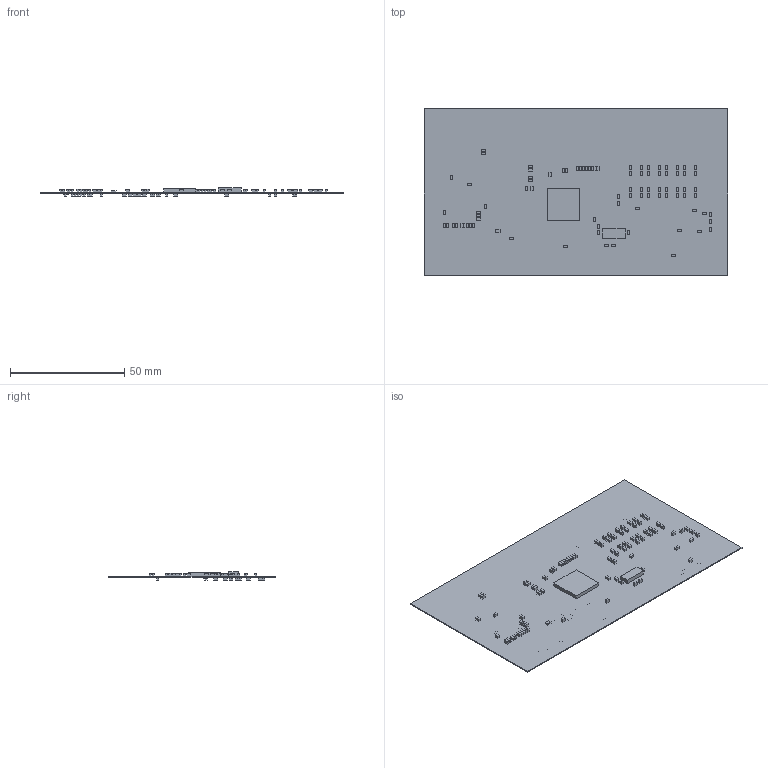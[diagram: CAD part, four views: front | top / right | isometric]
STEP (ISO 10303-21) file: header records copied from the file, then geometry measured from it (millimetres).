
FILE_DESCRIPTION(('Open CASCADE Model'),'2;1');
FILE_NAME('Open CASCADE Shape Model','2014-04-21T18:54:06',('Author'),( 'Open CASCADE'),'Open CASCADE STEP processor 6.2','Open CASCADE 6.2' ,'Unknown');
FILE_SCHEMA(('AUTOMOTIVE_DESIGN { 1 0 10303 214 1 1 1 1 }'));
Length unit declared in the file: millimetre
Products named in the file (129): PCB; Board; R71; 528054864; Extruded; R70; R65; R64; R59; R58; R53; R52; U2; 528055504; U1; 528055248; R69; R68; R67; R66; R63; R62; R61; R60; R57; R56; R55; R54; R51; R50; R49; R48; R47; R46; 528055120; R45; R44; R43; R42; R41 ...
Assembly tree (240 placements, depth 4):
  PCB
    Board
    R71
      528054864
        Extruded
    R70
      528054864
        Extruded
    R65
      528054864
        Extruded
    R64
      528054864
        Extruded
    R59
      528054864
        Extruded
    R58
      528054864
        Extruded
    R53
      528054864
        Extruded
    R52
      528054864
        Extruded
    U2
      528055504
        Extruded
    U1
      528055248
        Extruded
    R69
      528054864
        Extruded
    R68
      528054864
        Extruded
    R67
      528054864
        Extruded
    R66
      528054864
        Extruded
    R63
      528054864
        Extruded
    R62
      528054864
        Extruded
    R61
      528054864
        Extruded
    R60
      528054864
        Extruded
    R57
      528054864
        Extruded
    R56
Bounding box: 132.72 x 72.64 x 3.6 mm (x, y, z)
Volume: 4409.6 mm3; surface area: 21248.6 mm2
Topology: 118 solids, 118 shells, 708 faces, 1416 edges, 944 vertices
Faces by surface type: plane 708
Entity records: 5114 total; most frequent: DIRECTION 770, CARTESIAN_POINT 541, PRODUCT_DEFINITION_SHAPE 369, AXIS2_PLACEMENT_3D 277, CONTEXT_DEPENDENT_SHAPE_REPRESENTATION 240, ITEM_DEFINED_TRANSFORMATION 240, NEXT_ASSEMBLY_USAGE_OCCURRENCE 240, LINE 216
